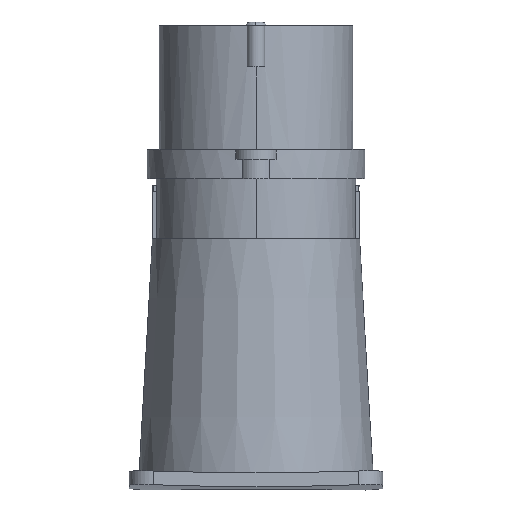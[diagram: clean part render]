
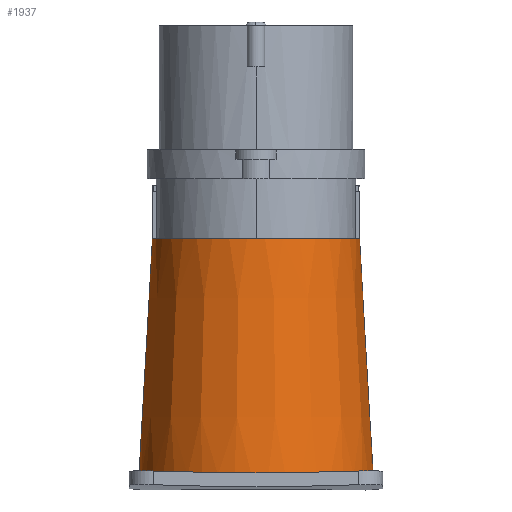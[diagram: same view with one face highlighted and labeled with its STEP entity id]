
A CAD part, front view. The second image highlights one B-rep face of the part: STEP entity #1937.
In plain terms, the highlighted conical face has half-angle 3.3 degrees and reference radius 32.244 mm.
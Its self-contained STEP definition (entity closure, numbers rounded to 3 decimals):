
#6=CARTESIAN_POINT('',(30.,-30.,68.5));
#7=DIRECTION('',(0.,0.,-1.));
#8=DIRECTION('',(-0.996,-0.091,0.));
#9=AXIS2_PLACEMENT_3D('',#6,#7,#8);
#21=CARTESIAN_POINT('',(30.,-30.,68.5));
#22=DIRECTION('',(0.,0.,-1.));
#23=DIRECTION('',(0.996,0.091,0.));
#24=AXIS2_PLACEMENT_3D('',#21,#22,#23);
#550=CARTESIAN_POINT('',(30.,-30.,68.5));
#551=DIRECTION('',(0.,0.,1.));
#552=DIRECTION('',(-0.996,-0.091,0.));
#553=AXIS2_PLACEMENT_3D('',#550,#551,#552);
#555=CARTESIAN_POINT('',(30.,-30.,68.5));
#556=DIRECTION('',(0.,0.,1.));
#557=DIRECTION('',(0.996,0.091,0.));
#558=AXIS2_PLACEMENT_3D('',#555,#556,#557);
#560=CARTESIAN_POINT('',(48.014,-0.9,-0.432));
#561=CARTESIAN_POINT('',(47.365,-0.9,5.491));
#562=CARTESIAN_POINT('',(46.078,-0.9,16.782));
#563=CARTESIAN_POINT('',(44.178,-0.9,31.988));
#564=CARTESIAN_POINT('',(42.276,-0.9,45.659));
#565=CARTESIAN_POINT('',(40.337,-0.9,57.875));
#566=CARTESIAN_POINT('',(38.976,-0.9,65.116));
#567=CARTESIAN_POINT('',(38.262,-0.9,68.5));
#569=CARTESIAN_POINT('',(48.014,-0.9,-0.432));
#570=CARTESIAN_POINT('',(49.208,-1.638,
-0.445));
#571=CARTESIAN_POINT('',(51.505,-3.261,
-0.471));
#572=CARTESIAN_POINT('',(54.635,-6.112,
-0.512));
#573=CARTESIAN_POINT('',(57.377,-9.306,
-0.552));
#574=CARTESIAN_POINT('',(59.719,-12.833,
-0.591));
#575=CARTESIAN_POINT('',(61.599,-16.603,
-0.623));
#576=CARTESIAN_POINT('',(63.008,-20.587,
-0.649));
#577=CARTESIAN_POINT('',(63.915,-24.715,
-0.667));
#578=CARTESIAN_POINT('',(64.307,-28.903,
-0.674));
#579=CARTESIAN_POINT('',(64.184,-33.116,
-0.672));
#580=CARTESIAN_POINT('',(63.536,-37.323,
-0.659));
#581=CARTESIAN_POINT('',(62.369,-41.416,
-0.637));
#582=CARTESIAN_POINT('',(60.725,-45.293,
-0.608));
#583=CARTESIAN_POINT('',(58.611,-48.954,
-0.572));
#584=CARTESIAN_POINT('',(56.063,-52.323,
-0.532));
#585=CARTESIAN_POINT('',(53.129,-55.349,
-0.491));
#586=CARTESIAN_POINT('',(49.827,-58.004,
-0.451));
#587=CARTESIAN_POINT('',(46.249,-60.219,
-0.414));
#588=CARTESIAN_POINT('',(42.394,-61.992,
-0.383));
#589=CARTESIAN_POINT('',(38.381,-63.267,
-0.359));
#590=CARTESIAN_POINT('',(34.215,-64.047,
-0.344));
#591=CARTESIAN_POINT('',(30.,-64.306,
-0.339));
#592=CARTESIAN_POINT('',(25.784,-64.047,
-0.344));
#593=CARTESIAN_POINT('',(21.619,-63.267,
-0.359));
#594=CARTESIAN_POINT('',(17.606,-61.992,
-0.383));
#595=CARTESIAN_POINT('',(13.751,-60.219,
-0.414));
#596=CARTESIAN_POINT('',(10.173,-58.004,
-0.451));
#597=CARTESIAN_POINT('',(6.871,-55.349,
-0.491));
#598=CARTESIAN_POINT('',(3.936,-52.323,
-0.532));
#599=CARTESIAN_POINT('',(1.389,-48.954,
-0.572));
#600=CARTESIAN_POINT('',(-0.725,-45.293,
-0.608));
#601=CARTESIAN_POINT('',(-2.369,-41.416,
-0.637));
#602=CARTESIAN_POINT('',(-3.536,-37.323,
-0.659));
#603=CARTESIAN_POINT('',(-4.184,-33.116,
-0.672));
#604=CARTESIAN_POINT('',(-4.307,-28.903,
-0.674));
#605=CARTESIAN_POINT('',(-3.915,-24.715,
-0.667));
#606=CARTESIAN_POINT('',(-3.008,-20.587,
-0.649));
#607=CARTESIAN_POINT('',(-1.599,-16.604,
-0.623));
#608=CARTESIAN_POINT('',(0.281,-12.833,
-0.591));
#609=CARTESIAN_POINT('',(2.623,-9.306,
-0.552));
#610=CARTESIAN_POINT('',(5.365,-6.111,
-0.512));
#611=CARTESIAN_POINT('',(8.495,-3.261,
-0.471));
#612=CARTESIAN_POINT('',(10.792,-1.638,
-0.445));
#613=CARTESIAN_POINT('',(11.986,-0.9,-0.432));
#615=CARTESIAN_POINT('',(21.738,-0.9,68.5));
#616=CARTESIAN_POINT('',(21.025,-0.9,65.119));
#617=CARTESIAN_POINT('',(19.665,-0.9,57.885));
#618=CARTESIAN_POINT('',(17.726,-0.9,45.673));
#619=CARTESIAN_POINT('',(15.824,-0.9,32.002));
#620=CARTESIAN_POINT('',(13.923,-0.9,16.791));
#621=CARTESIAN_POINT('',(12.635,-0.9,5.494));
#622=CARTESIAN_POINT('',(11.986,-0.9,-0.432));
#624=CARTESIAN_POINT('',(30.,-30.,68.5));
#625=DIRECTION('',(0.,0.,1.));
#626=DIRECTION('',(-0.273,0.962,0.));
#627=AXIS2_PLACEMENT_3D('',#624,#625,#626);
#1127=CARTESIAN_POINT('',(21.738,-0.9,68.5));
#1128=VERTEX_POINT('',#1127);
#1129=CARTESIAN_POINT('',(38.262,-0.9,68.5));
#1130=VERTEX_POINT('',#1129);
#1137=VERTEX_POINT('',#569);
#1138=VERTEX_POINT('',#613);
#1359=CARTESIAN_POINT('',(-0.125,-32.75,68.5));
#1360=VERTEX_POINT('',#1359);
#1361=CARTESIAN_POINT('',(-0.125,-27.25,68.5));
#1362=VERTEX_POINT('',#1361);
#1375=CARTESIAN_POINT('',(60.125,-27.25,68.5));
#1376=VERTEX_POINT('',#1375);
#1377=CARTESIAN_POINT('',(60.125,-32.75,68.5));
#1378=VERTEX_POINT('',#1377);
#1917=CARTESIAN_POINT('',(30.,-30.,33.913));
#1918=DIRECTION('',(0.,0.,-1.));
#1919=DIRECTION('',(0.,-1.,0.));
#1920=AXIS2_PLACEMENT_3D('',#1917,#1918,#1919);
#1921=CONICAL_SURFACE('',#1920,32.244,3.3);
#1922=ORIENTED_EDGE('',*,*,#1416,.F.);
#1924=ORIENTED_EDGE('',*,*,#1923,.T.);
#1925=ORIENTED_EDGE('',*,*,#1448,.F.);
#1927=ORIENTED_EDGE('',*,*,#1926,.T.);
#1929=ORIENTED_EDGE('',*,*,#1928,.F.);
#1930=ORIENTED_EDGE('',*,*,#1820,.T.);
#1932=ORIENTED_EDGE('',*,*,#1931,.F.);
#1934=ORIENTED_EDGE('',*,*,#1933,.T.);
#1935=EDGE_LOOP('',(#1922,#1924,#1925,#1927,#1929,#1930,#1932,#1934));
#1936=FACE_OUTER_BOUND('',#1935,.F.);
#1937=ADVANCED_FACE('',(#1936),#1921,.T.);
#10=CIRCLE('',#9,30.25);
#25=CIRCLE('',#24,30.25);
#554=CIRCLE('',#553,30.25);
#559=CIRCLE('',#558,30.25);
#568=B_SPLINE_CURVE_WITH_KNOTS('',3,(#560,#561,#562,#563,#564,#565,#566,#567),
.UNSPECIFIED.,.F.,.F.,(4,1,1,1,1,4),(0.,0.2,0.4,0.6,0.8,1.),
.UNSPECIFIED.);
#614=B_SPLINE_CURVE_WITH_KNOTS('',3,(#569,#570,#571,#572,#573,#574,#575,#576,
#577,#578,#579,#580,#581,#582,#583,#584,#585,#586,#587,#588,#589,#590,#591,#592,
#593,#594,#595,#596,#597,#598,#599,#600,#601,#602,#603,#604,#605,#606,#607,#608,
#609,#610,#611,#612,#613),.UNSPECIFIED.,.F.,.F.,(4,1,1,1,1,1,1,1,1,1,1,1,1,1,1,
1,1,1,1,1,1,1,1,1,1,1,1,1,1,1,1,1,1,1,1,1,1,1,1,1,1,1,4),(0.,
0.024,0.048,0.071,0.095,
0.119,0.143,0.167,0.19,
0.214,0.238,0.262,0.286,
0.31,0.333,0.357,0.381,
0.405,0.429,0.452,0.476,0.5,
0.524,0.548,0.571,0.595,
0.619,0.643,0.667,0.69,
0.714,0.738,0.762,0.786,
0.81,0.833,0.857,0.881,
0.905,0.929,0.952,0.976,1.),
.UNSPECIFIED.);
#623=B_SPLINE_CURVE_WITH_KNOTS('',3,(#615,#616,#617,#618,#619,#620,#621,#622),
.UNSPECIFIED.,.F.,.F.,(4,1,1,1,1,4),(0.,0.2,0.4,0.6,0.8,1.),
.UNSPECIFIED.);
#628=CIRCLE('',#627,30.25);
#1416=EDGE_CURVE('',#1360,#1362,#10,.T.);
#1448=EDGE_CURVE('',#1376,#1378,#25,.T.);
#1820=EDGE_CURVE('',#1137,#1138,#614,.T.);
#1923=EDGE_CURVE('',#1360,#1378,#554,.T.);
#1926=EDGE_CURVE('',#1376,#1130,#559,.T.);
#1928=EDGE_CURVE('',#1137,#1130,#568,.T.);
#1931=EDGE_CURVE('',#1128,#1138,#623,.T.);
#1933=EDGE_CURVE('',#1128,#1362,#628,.T.);
